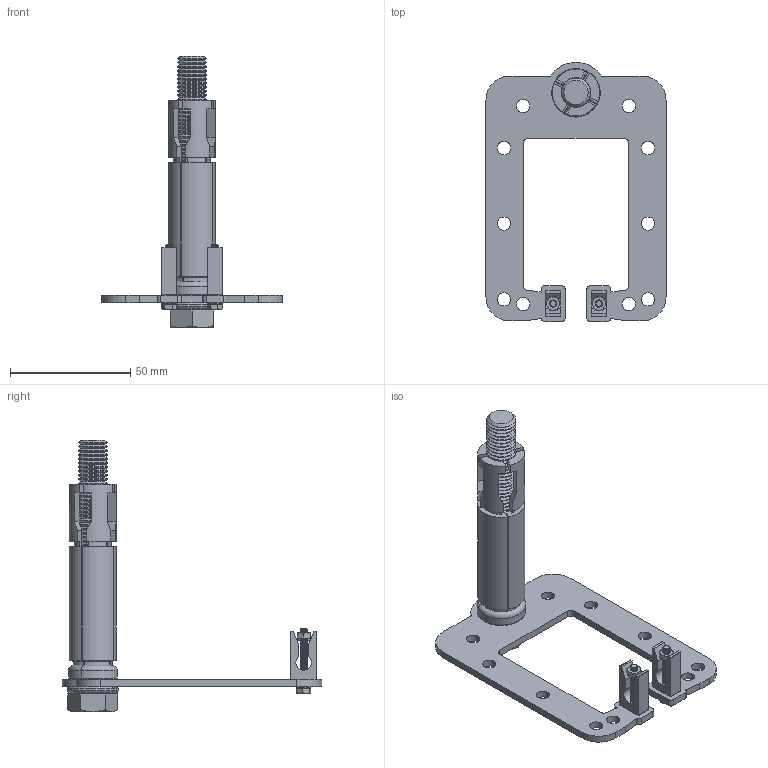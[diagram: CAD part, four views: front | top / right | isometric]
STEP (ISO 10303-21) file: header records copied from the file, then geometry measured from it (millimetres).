
FILE_DESCRIPTION (( 'STEP AP203' ), '1' );
FILE_NAME ('T63766.STEP', '2018-08-16T11:48:37', ( '' ), ( '' ), 'SwSTEP 2.0', 'SolidWorks 2016', '' );
FILE_SCHEMA (( 'CONFIG_CONTROL_DESIGN' ));
Length unit declared in the file: millimetre
Products named in the file (10): Hex Bolt_ISO 4016 - M3 x 25 x 25-WS; TH671; Hex Bolt_ISO 4016 - M12 x 105 x 65-WS; Single Coil Rectangular Section Spring Washer_Doughty Fastners_Rectangular section spring washer BS 4464 - 3 (Type B); Hex Nut Style 1 GradeAB_Doughty Fastners_Hexagon Nut ISO - 4032 - M3 - D - S; F2525; Single Coil Rectangular Section Spring Washer_Doughty Fastners_Rectangular section spring washer BS 4464 - 12 (Type B); TH1153; T63766; M12 EXPANDING RAWL BOLT BODY
Assembly tree (13 placements, depth 3):
  T63766
    TH671
    F2525
      M12 EXPANDING RAWL BOLT BODY
      Hex Bolt_ISO 4016 - M12 x 105 x 65-WS
    TH1153  x2
    Hex Bolt_ISO 4016 - M3 x 25 x 25-WS  x2
    Single Coil Rectangular Section Spring Washer_Doughty Fastners_Rectangular section spring washer BS 4464 - 3 (Type B)  x2
    Hex Nut Style 1 GradeAB_Doughty Fastners_Hexagon Nut ISO - 4032 - M3 - D - S  x2
    Single Coil Rectangular Section Spring Washer_Doughty Fastners_Rectangular section spring washer BS 4464 - 12 (Type B)
Bounding box: 75 x 108 x 112.95 mm (x, y, z)
Volume: 40744.2 mm3; surface area: 30527.4 mm2
Topology: 12 solids, 12 shells, 1240 faces, 3224 edges, 2008 vertices
Faces by surface type: cone 644, cylinder 393, plane 187, torus 16
Entity records: 27464 total; most frequent: DIRECTION 4964, CARTESIAN_POINT 4867, ORIENTED_EDGE 4380, EDGE_CURVE 2190, AXIS2_PLACEMENT_3D 2015, VERTEX_POINT 1372, CIRCLE 1164, LINE 934
